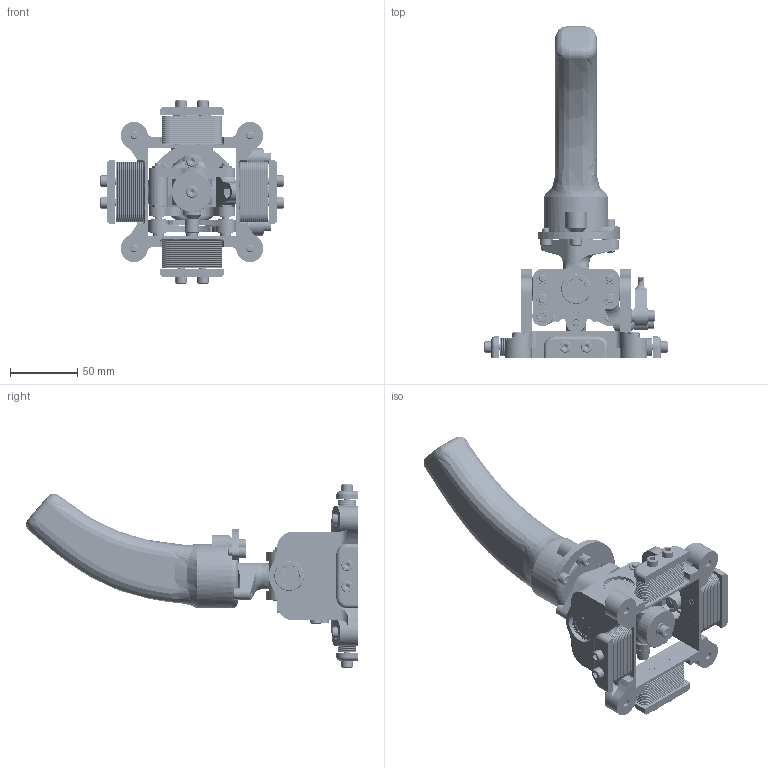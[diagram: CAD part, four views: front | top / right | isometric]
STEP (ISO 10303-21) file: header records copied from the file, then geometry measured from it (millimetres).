
FILE_DESCRIPTION (( 'STEP AP214' ), '1' );
FILE_NAME ('Joystick.STEP', '2020-08-16T05:02:41', ( 'howard' ), ( '' ), 'SwSTEP 2.0', 'SolidWorks 2020', '' );
FILE_SCHEMA (( 'AUTOMOTIVE_DESIGN' ));
Length unit declared in the file: millimetre
Products named in the file (31): 685 Bearing; Grip; hex nut style 1_am_B18.2.4.1M - Hex nut, Style 1,  M5 x 0.8 --D-N; Grip attach; flat washer narrow_am_B18.22M - Plain washer, 5 mm, narrow; gimbal_core_bearing_carrier_non_pot_side; mag cover; Base Assembly; gimbal_core_non_pot_side; gimbal_cam; Axis Assembly; gimbal_frame_pot_side_v2; socket head cap screw_am_B18.3.1M - 5 x 0.8 x 16 Hex SHCS -- 16NHX; Joystick; electromagnet coil; 6802 Bearing; mig_mag_footer; gimbal_lever_arm; gimbal_core_bearing_carrier_pot_side; socket head cap screw_am_B18.3.1M - 5 x 0.8 x 8 Hex SHCS -- 8NHX; socket head cap screw_am_B18.3.1M - 5 x 0.8 x 25 Hex SHCS -- 25NHX; socket head cap screw_am_B18.3.1M - 5 x 0.8 x 12 Hex SHCS -- 12NHX; socket head cap screw_am_B18.3.1M - 5 x 0.8 x 35 Hex SHCS -- 22NHX; gimbal_twist_cam; Grip Proxy; gimbal_frame_cam_side; MF105 Bearing; Magnetic Core; gimbal_core_pot_side; socket head cap screw_am_B18.3.1M - 5 x 0.8 x 20 Hex SHCS -- 20NHX; socket head cap screw_am_B18.3.1M - 5 x 0.8 x 30 Hex SHCS -- 22NHX
Assembly tree (88 placements, depth 3):
  Joystick
    Base Assembly
      gimbal_frame_cam_side
      gimbal_frame_pot_side_v2
      mig_mag_footer  x2
      mag cover  x4
      electromagnet coil  x4
      hex nut style 1_am_B18.2.4.1M - Hex nut, Style 1,  M5 x 0.8 --D-N  x2
      socket head cap screw_am_B18.3.1M - 5 x 0.8 x 30 Hex SHCS -- 22NHX  x8
      socket head cap screw_am_B18.3.1M - 5 x 0.8 x 12 Hex SHCS -- 12NHX  x4
    Axis Assembly
      gimbal_core_bearing_carrier_non_pot_side
      gimbal_core_bearing_carrier_pot_side
      gimbal_core_non_pot_side
      gimbal_core_pot_side
      gimbal_lever_arm
      gimbal_cam  x4
      685 Bearing  x6
      6802 Bearing  x5
      MF105 Bearing  x10
      Magnetic Core
      flat washer narrow_am_B18.22M - Plain washer, 5 mm, narrow
      socket head cap screw_am_B18.3.1M - 5 x 0.8 x 16 Hex SHCS -- 16NHX
      socket head cap screw_am_B18.3.1M - 5 x 0.8 x 35 Hex SHCS -- 22NHX  x4
      socket head cap screw_am_B18.3.1M - 5 x 0.8 x 20 Hex SHCS -- 20NHX  x6
      socket head cap screw_am_B18.3.1M - 5 x 0.8 x 25 Hex SHCS -- 25NHX  x2
      hex nut style 1_am_B18.2.4.1M - Hex nut, Style 1,  M5 x 0.8 --D-N  x9
      Grip attach
      gimbal_twist_cam
      socket head cap screw_am_B18.3.1M - 5 x 0.8 x 8 Hex SHCS -- 8NHX  x2
    Grip
      Grip Proxy
Bounding box: 136 x 246.22 x 136 mm (x, y, z)
Volume: 498970.6 mm3; surface area: 177339.4 mm2
Topology: 85 solids, 85 shells, 3856 faces, 8507 edges, 5049 vertices
Faces by surface type: plane 1476, cylinder 1217, cone 842, torus 249, bspline 72
Entity records: 42039 total; most frequent: CARTESIAN_POINT 11300, DIRECTION 6584, ORIENTED_EDGE 5782, EDGE_CURVE 2891, AXIS2_PLACEMENT_3D 2579, VERTEX_POINT 1770, EDGE_LOOP 1441, VECTOR 1426
